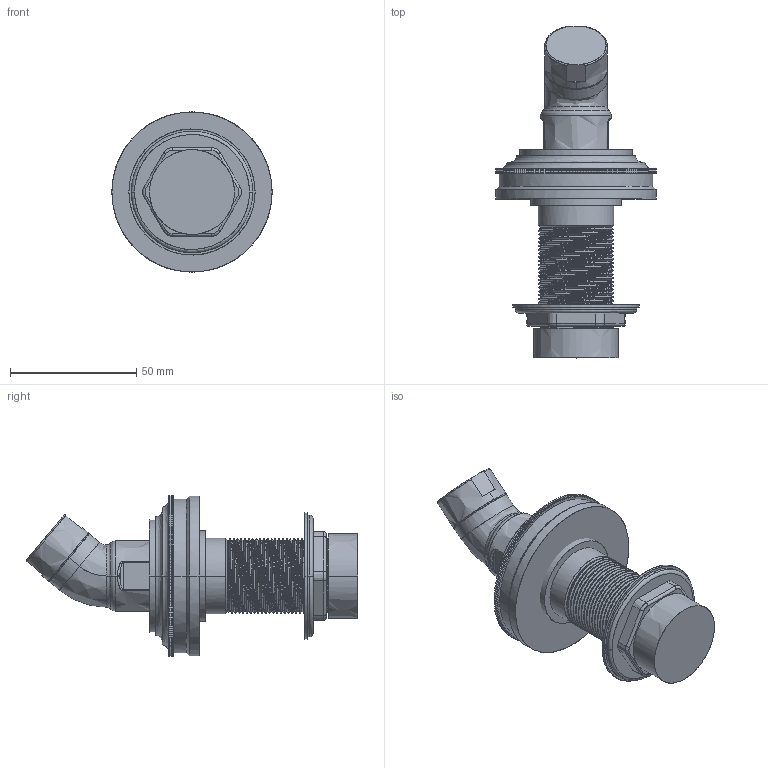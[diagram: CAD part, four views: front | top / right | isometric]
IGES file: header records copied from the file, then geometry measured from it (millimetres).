
Start section:  PTC IGES file: 289-2.igs
Global section: file name: 289-2.igs; native system: Pro/ENGINEER by Parametric Technology Corporation; preprocessor: 2009300; author: project; organization: Unknown; date: 20101118.122530; units: inch
Bounding box: 63.5 x 131.62 x 63.5 mm (x, y, z)
Surface area: 43311.3 mm2 (no closed solid volume)
Topology: 0 solids, 0 shells, 739 faces, 4160 edges, 4160 vertices
Faces by surface type: bspline 739
